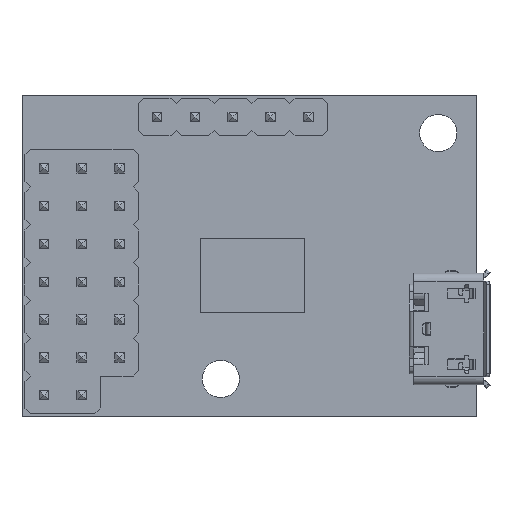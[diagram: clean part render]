
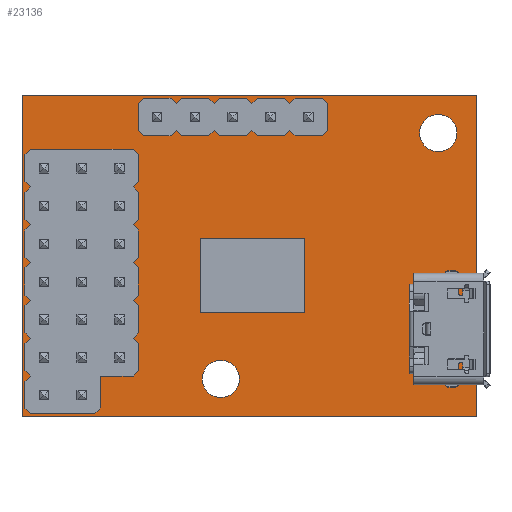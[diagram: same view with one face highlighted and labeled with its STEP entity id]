
A CAD part, front view. The second image highlights one B-rep face of the part: STEP entity #23136.
In plain terms, the highlighted planar face has unit normal (0, -1, 0).
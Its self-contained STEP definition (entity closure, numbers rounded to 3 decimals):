
#649=CIRCLE('',#24626,1.25);
#650=CIRCLE('',#24628,1.25);
#2471=FACE_BOUND('',#4121,.T.);
#2472=FACE_BOUND('',#4122,.T.);
#2473=FACE_BOUND('',#4123,.T.);
#2663=FACE_OUTER_BOUND('',#4120,.T.);
#4120=EDGE_LOOP('',(#16365,#16366,#16367,#16368));
#4121=EDGE_LOOP('',(#16369));
#4122=EDGE_LOOP('',(#16370,#16371,#16372,#16373));
#4123=EDGE_LOOP('',(#16374));
#5886=LINE('',#35618,#8017);
#5887=LINE('',#35620,#8018);
#5888=LINE('',#35622,#8019);
#5889=LINE('',#35623,#8020);
#5890=LINE('',#35626,#8021);
#5891=LINE('',#35628,#8022);
#5892=LINE('',#35630,#8023);
#5893=LINE('',#35631,#8024);
#8017=VECTOR('',#28003,1000.);
#8018=VECTOR('',#28004,1000.);
#8019=VECTOR('',#28005,1000.);
#8020=VECTOR('',#28006,1000.);
#8021=VECTOR('',#28007,1000.);
#8022=VECTOR('',#28008,1000.);
#8023=VECTOR('',#28009,1000.);
#8024=VECTOR('',#28010,1000.);
#9972=VERTEX_POINT('',#35612);
#9973=VERTEX_POINT('',#35616);
#9974=VERTEX_POINT('',#35617);
#9975=VERTEX_POINT('',#35619);
#9976=VERTEX_POINT('',#35621);
#9977=VERTEX_POINT('',#35624);
#9978=VERTEX_POINT('',#35625);
#9979=VERTEX_POINT('',#35627);
#9980=VERTEX_POINT('',#35629);
#9981=VERTEX_POINT('',#35632);
#12293=EDGE_CURVE('',#9972,#9972,#649,.T.);
#12294=EDGE_CURVE('',#9973,#9974,#5886,.T.);
#12295=EDGE_CURVE('',#9975,#9973,#5887,.T.);
#12296=EDGE_CURVE('',#9976,#9975,#5888,.T.);
#12297=EDGE_CURVE('',#9974,#9976,#5889,.T.);
#12298=EDGE_CURVE('',#9977,#9978,#5890,.T.);
#12299=EDGE_CURVE('',#9979,#9977,#5891,.T.);
#12300=EDGE_CURVE('',#9980,#9979,#5892,.T.);
#12301=EDGE_CURVE('',#9978,#9980,#5893,.T.);
#12302=EDGE_CURVE('',#9981,#9981,#650,.T.);
#16365=ORIENTED_EDGE('',*,*,#12294,.F.);
#16366=ORIENTED_EDGE('',*,*,#12295,.F.);
#16367=ORIENTED_EDGE('',*,*,#12296,.F.);
#16368=ORIENTED_EDGE('',*,*,#12297,.F.);
#16369=ORIENTED_EDGE('',*,*,#12293,.T.);
#16370=ORIENTED_EDGE('',*,*,#12298,.F.);
#16371=ORIENTED_EDGE('',*,*,#12299,.F.);
#16372=ORIENTED_EDGE('',*,*,#12300,.F.);
#16373=ORIENTED_EDGE('',*,*,#12301,.F.);
#16374=ORIENTED_EDGE('',*,*,#12302,.T.);
#22569=PLANE('',#24627);
#23136=ADVANCED_FACE('',(#2663,#2471,#2472,#2473),#22569,.F.);
#24626=AXIS2_PLACEMENT_3D('',#35614,#27999,#28000);
#24627=AXIS2_PLACEMENT_3D('',#35615,#28001,#28002);
#24628=AXIS2_PLACEMENT_3D('',#35633,#28011,#28012);
#27999=DIRECTION('center_axis',(0.,1.,0.));
#28000=DIRECTION('ref_axis',(0.,0.,1.));
#28001=DIRECTION('center_axis',(0.,1.,0.));
#28002=DIRECTION('ref_axis',(0.,0.,1.));
#28003=DIRECTION('',(0.,0.,1.));
#28004=DIRECTION('',(-1.,0.,0.));
#28005=DIRECTION('',(0.,0.,-1.));
#28006=DIRECTION('',(1.,0.,0.));
#28007=DIRECTION('',(0.,0.,1.));
#28008=DIRECTION('',(1.,0.,0.));
#28009=DIRECTION('',(0.,0.,-1.));
#28010=DIRECTION('',(-1.,0.,0.));
#28011=DIRECTION('center_axis',(0.,1.,0.));
#28012=DIRECTION('ref_axis',(0.,0.,1.));
#35612=CARTESIAN_POINT('',(12.7,0.,9.505));
#35614=CARTESIAN_POINT('Origin',(12.7,0.,8.255));
#35615=CARTESIAN_POINT('Origin',(-15.25,0.,10.8));
#35616=CARTESIAN_POINT('',(-15.25,0.,-10.8));
#35617=CARTESIAN_POINT('',(-15.25,0.,10.8));
#35618=CARTESIAN_POINT('',(-15.25,0.,-10.8));
#35619=CARTESIAN_POINT('',(15.25,0.,-10.8));
#35620=CARTESIAN_POINT('',(-15.25,0.,-10.8));
#35621=CARTESIAN_POINT('',(15.25,0.,10.8));
#35622=CARTESIAN_POINT('',(15.25,0.,-10.8));
#35623=CARTESIAN_POINT('',(-15.25,0.,10.8));
#35624=CARTESIAN_POINT('',(3.75,0.,-3.8));
#35625=CARTESIAN_POINT('',(3.75,0.,1.2));
#35626=CARTESIAN_POINT('',(3.75,0.,-3.8));
#35627=CARTESIAN_POINT('',(-3.25,0.,-3.8));
#35628=CARTESIAN_POINT('',(3.75,0.,-3.8));
#35629=CARTESIAN_POINT('',(-3.25,0.,1.2));
#35630=CARTESIAN_POINT('',(-3.25,0.,-3.8));
#35631=CARTESIAN_POINT('',(3.75,0.,1.2));
#35632=CARTESIAN_POINT('',(-1.9,0.,-7.005));
#35633=CARTESIAN_POINT('Origin',(-1.9,0.,-8.255));
